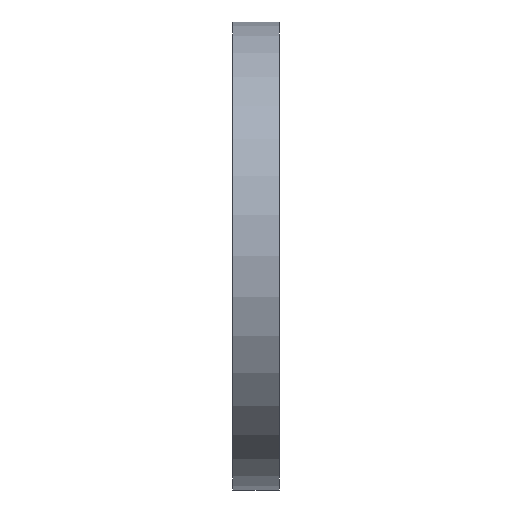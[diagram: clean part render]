
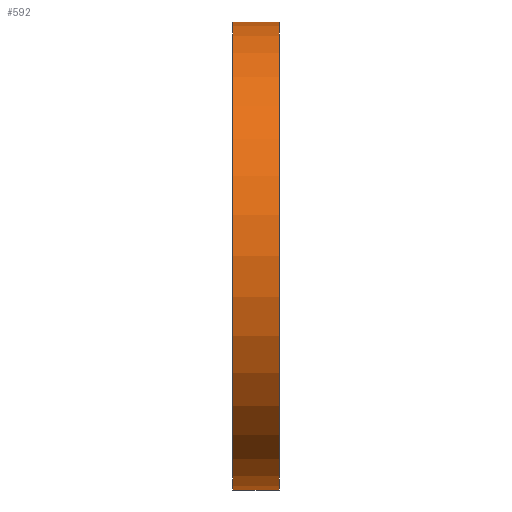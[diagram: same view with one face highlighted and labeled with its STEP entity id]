
A CAD part, left-side view. The second image highlights one B-rep face of the part: STEP entity #592.
In plain terms, the highlighted cylindrical face has radius 100 mm (diameter 200 mm), a partial arc.
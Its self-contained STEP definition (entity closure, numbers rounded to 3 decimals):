
#50 = AXIS2_PLACEMENT_3D ( 'NONE', #486, #267, #474 ) ;
#69 = LINE ( 'NONE', #78, #452 ) ;
#78 = CARTESIAN_POINT ( 'NONE',  ( 0., 34.695, -100. ) ) ;
#104 = ORIENTED_EDGE ( 'NONE', *, *, #757, .F. ) ;
#115 = EDGE_CURVE ( 'NONE', #517, #655, #586, .T. ) ;
#123 = ORIENTED_EDGE ( 'NONE', *, *, #115, .T. ) ;
#194 = EDGE_LOOP ( 'NONE', ( #104, #407, #123, #839 ) ) ;
#239 = DIRECTION ( 'NONE',  ( 0., 1., 0. ) ) ;
#267 = DIRECTION ( 'NONE',  ( 0., 1., 0. ) ) ;
#328 = CYLINDRICAL_SURFACE ( 'NONE', #765, 100. ) ;
#333 = DIRECTION ( 'NONE',  ( 0., 1., 0. ) ) ;
#379 = CARTESIAN_POINT ( 'NONE',  ( 0., 0., 100. ) ) ;
#387 = CARTESIAN_POINT ( 'NONE',  ( 0., 20., 100. ) ) ;
#391 = DIRECTION ( 'NONE',  ( 0., 1., 0. ) ) ;
#392 = DIRECTION ( 'NONE',  ( 0., 1., 0. ) ) ;
#407 = ORIENTED_EDGE ( 'NONE', *, *, #783, .T. ) ;
#452 = VECTOR ( 'NONE', #333, 1000. ) ;
#474 = DIRECTION ( 'NONE',  ( 0., 0., 1. ) ) ;
#486 = CARTESIAN_POINT ( 'NONE',  ( 0., 0., 0. ) ) ;
#517 = VERTEX_POINT ( 'NONE', #379 ) ;
#524 = VERTEX_POINT ( 'NONE', #581 ) ;
#581 = CARTESIAN_POINT ( 'NONE',  ( 0., 20., -100. ) ) ;
#582 = VERTEX_POINT ( 'NONE', #726 ) ;
#585 = DIRECTION ( 'NONE',  ( 0., 0., 1. ) ) ;
#586 = LINE ( 'NONE', #659, #806 ) ;
#592 = ADVANCED_FACE ( 'NONE', ( #669 ), #328, .T. ) ;
#603 = CIRCLE ( 'NONE', #875, 100. ) ;
#617 = EDGE_CURVE ( 'NONE', #524, #655, #603, .T. ) ;
#655 = VERTEX_POINT ( 'NONE', #387 ) ;
#659 = CARTESIAN_POINT ( 'NONE',  ( 0., 34.695, 100. ) ) ;
#665 = CIRCLE ( 'NONE', #50, 100. ) ;
#666 = DIRECTION ( 'NONE',  ( 0., 0., 1. ) ) ;
#669 = FACE_OUTER_BOUND ( 'NONE', #194, .T. ) ;
#726 = CARTESIAN_POINT ( 'NONE',  ( 0., 0., -100. ) ) ;
#734 = CARTESIAN_POINT ( 'NONE',  ( 0., 20., 0. ) ) ;
#757 = EDGE_CURVE ( 'NONE', #582, #524, #69, .T. ) ;
#765 = AXIS2_PLACEMENT_3D ( 'NONE', #872, #239, #585 ) ;
#783 = EDGE_CURVE ( 'NONE', #582, #517, #665, .T. ) ;
#806 = VECTOR ( 'NONE', #392, 1000. ) ;
#839 = ORIENTED_EDGE ( 'NONE', *, *, #617, .F. ) ;
#872 = CARTESIAN_POINT ( 'NONE',  ( 0., 34.695, 0. ) ) ;
#875 = AXIS2_PLACEMENT_3D ( 'NONE', #734, #391, #666 ) ;
